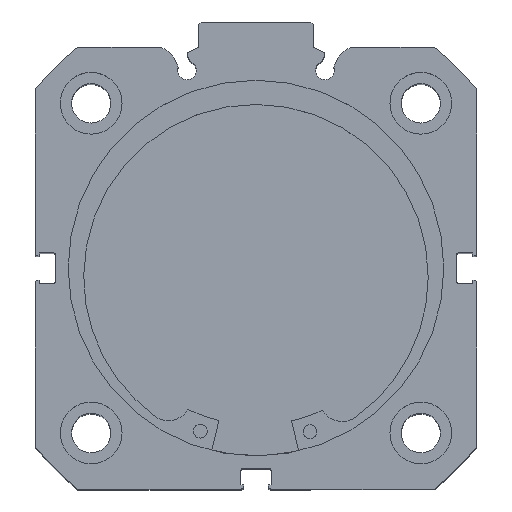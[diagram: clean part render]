
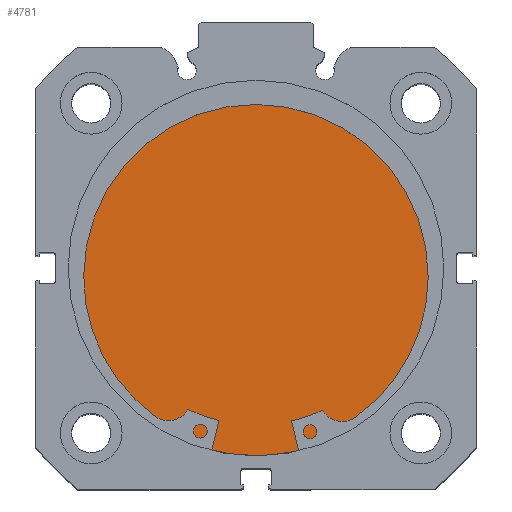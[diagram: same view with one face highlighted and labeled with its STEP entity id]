
A CAD part, top view. The second image highlights one B-rep face of the part: STEP entity #4781.
In plain terms, the highlighted face is planar.
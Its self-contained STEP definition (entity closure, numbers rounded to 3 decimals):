
#572 = EDGE_CURVE ( 'NONE', #4192, #4334, #3848, .T. ) ;
#587 = EDGE_CURVE ( 'NONE', #4334, #4192, #3865, .T. ) ;
#824 = AXIS2_PLACEMENT_3D ( 'NONE', #1852, #1853, #1854 ) ;
#836 = AXIS2_PLACEMENT_3D ( 'NONE', #1881, #1893, #1894 ) ;
#1014 = AXIS2_PLACEMENT_3D ( 'NONE', #5780, #5783, #5784 ) ;
#1852 = CARTESIAN_POINT ( 'NONE',  ( 12., 0., 0. ) ) ;
#1853 = DIRECTION ( 'NONE',  ( -1., 0., 0. ) ) ;
#1854 = DIRECTION ( 'NONE',  ( 0., 0., 1. ) ) ;
#1881 = CARTESIAN_POINT ( 'NONE',  ( 12., 0., 0. ) ) ;
#1893 = DIRECTION ( 'NONE',  ( -1., 0., 0. ) ) ;
#1894 = DIRECTION ( 'NONE',  ( 0., 0., 1. ) ) ;
#2167 = CARTESIAN_POINT ( 'NONE',  ( 12., 0., -41. ) ) ;
#2266 = CARTESIAN_POINT ( 'NONE',  ( 12., 0., 41. ) ) ;
#2783 = ORIENTED_EDGE ( 'NONE', *, *, #572, .F. ) ;
#2784 = ORIENTED_EDGE ( 'NONE', *, *, #587, .F. ) ;
#2930 = EDGE_LOOP ( 'NONE', ( #2784, #2783 ) ) ;
#3848 = CIRCLE ( 'NONE', #824, 41. ) ;
#3865 = CIRCLE ( 'NONE', #836, 41. ) ;
#4192 = VERTEX_POINT ( 'NONE', #2167 ) ;
#4334 = VERTEX_POINT ( 'NONE', #2266 ) ;
#4781 = ADVANCED_FACE ( 'NONE', ( #6413 ), #5781, .F. ) ;
#5780 = CARTESIAN_POINT ( 'NONE',  ( 12., 41., 0. ) ) ;
#5781 = PLANE ( 'NONE',  #1014 ) ;
#5783 = DIRECTION ( 'NONE',  ( -1., 0., 0. ) ) ;
#5784 = DIRECTION ( 'NONE',  ( 0., 0., 1. ) ) ;
#6413 = FACE_OUTER_BOUND ( 'NONE', #2930, .T. ) ;
